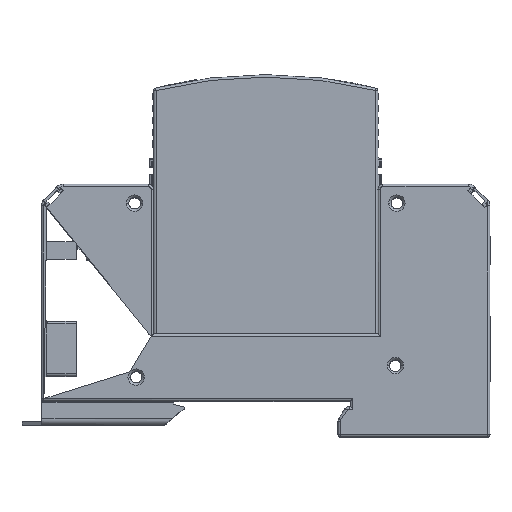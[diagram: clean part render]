
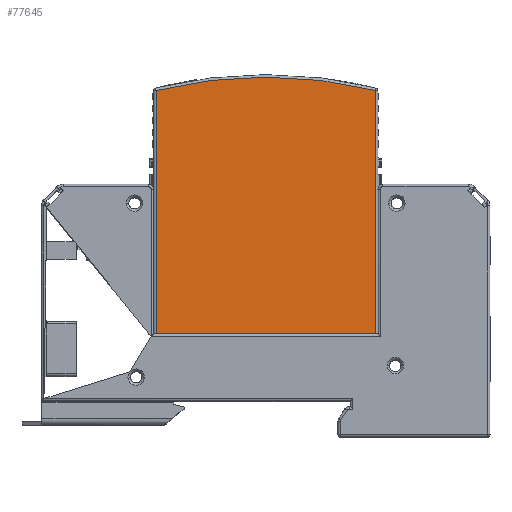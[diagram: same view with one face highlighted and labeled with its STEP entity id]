
A CAD part, top view. The second image highlights one B-rep face of the part: STEP entity #77645.
In plain terms, the highlighted face is planar.
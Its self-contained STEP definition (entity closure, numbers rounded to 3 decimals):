
#74558=CARTESIAN_POINT('',(0.,-8.9,-39.802));
#74559=DIRECTION('',(0.,1.,0.));
#74560=DIRECTION('',(-0.241,0.,0.971));
#74561=AXIS2_PLACEMENT_3D('',#74558,#74559,#74560);
#74566=DIRECTION('',(-1.,0.,0.));
#74567=VECTOR('',#74566,44.);
#74568=CARTESIAN_POINT('',(22.,-8.9,0.));
#74569=LINE('',#74568,#74567);
#74605=DIRECTION('',(0.,0.,-1.));
#74606=VECTOR('',#74605,48.81);
#74607=CARTESIAN_POINT('',(-22.,-8.9,48.81));
#74608=LINE('',#74607,#74606);
#74930=DIRECTION('',(0.,0.,1.));
#74931=VECTOR('',#74930,48.81);
#74932=CARTESIAN_POINT('',(22.,-8.9,0.));
#74933=LINE('',#74932,#74931);
#77216=CARTESIAN_POINT('',(-22.,-8.9,48.81));
#77217=CARTESIAN_POINT('',(22.,-8.9,48.81));
#77218=VERTEX_POINT('',#77216);
#77219=VERTEX_POINT('',#77217);
#77220=CARTESIAN_POINT('',(22.,-8.9,0.));
#77221=VERTEX_POINT('',#77220);
#77222=CARTESIAN_POINT('',(-22.,-8.9,0.));
#77223=VERTEX_POINT('',#77222);
#77630=CARTESIAN_POINT('',(0.,-8.9,0.));
#77631=DIRECTION('',(0.,1.,0.));
#77632=DIRECTION('',(-1.,0.,0.));
#77633=AXIS2_PLACEMENT_3D('',#77630,#77631,#77632);
#77634=PLANE('',#77633);
#77636=ORIENTED_EDGE('',*,*,#77635,.T.);
#77638=ORIENTED_EDGE('',*,*,#77637,.F.);
#77640=ORIENTED_EDGE('',*,*,#77639,.T.);
#77642=ORIENTED_EDGE('',*,*,#77641,.F.);
#77643=EDGE_LOOP('',(#77636,#77638,#77640,#77642));
#77644=FACE_OUTER_BOUND('',#77643,.F.);
#74562=CIRCLE('',#74561,91.302);
#77635=EDGE_CURVE('',#77218,#77219,#74562,.T.);
#77637=EDGE_CURVE('',#77221,#77219,#74933,.T.);
#77639=EDGE_CURVE('',#77221,#77223,#74569,.T.);
#77641=EDGE_CURVE('',#77218,#77223,#74608,.T.);
#77645=ADVANCED_FACE('',(#77644),#77634,.F.);
